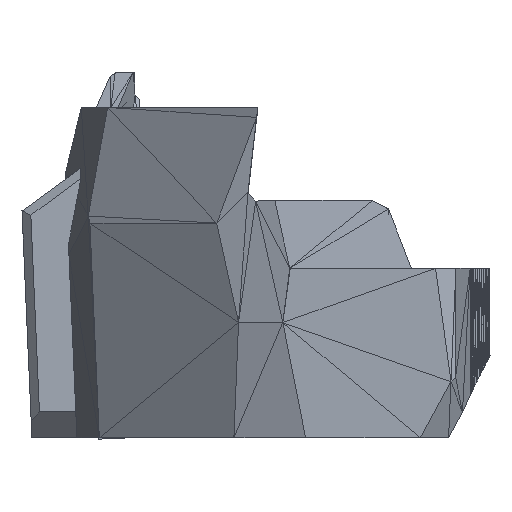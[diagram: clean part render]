
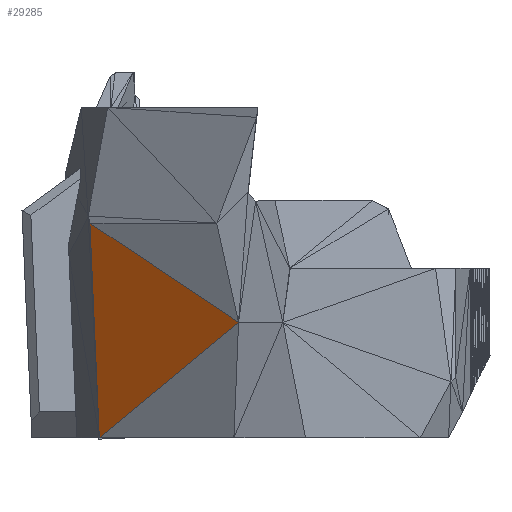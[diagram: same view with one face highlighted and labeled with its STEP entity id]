
A CAD part, front view. The second image highlights one B-rep face of the part: STEP entity #29285.
In plain terms, the highlighted planar face has unit normal (-0.626, -0.776, -0.07).
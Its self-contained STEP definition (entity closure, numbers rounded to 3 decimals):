
#940=FACE_OUTER_BOUND('',#3395,.T.);
#3395=EDGE_LOOP('',(#20827,#20828,#20829));
#6478=LINE('',#46030,#10253);
#6480=LINE('',#46034,#10255);
#6481=LINE('',#46035,#10256);
#10253=VECTOR('',#36282,10.);
#10255=VECTOR('',#36286,10.);
#10256=VECTOR('',#36287,10.);
#13504=VERTEX_POINT('',#46025);
#13505=VERTEX_POINT('',#46029);
#13506=VERTEX_POINT('',#46033);
#15747=EDGE_CURVE('',#13505,#13504,#6478,.T.);
#15749=EDGE_CURVE('',#13506,#13504,#6480,.T.);
#15750=EDGE_CURVE('',#13506,#13505,#6481,.T.);
#20827=ORIENTED_EDGE('',*,*,#15749,.F.);
#20828=ORIENTED_EDGE('',*,*,#15750,.T.);
#20829=ORIENTED_EDGE('',*,*,#15747,.T.);
#26833=PLANE('',#31753);
#29285=ADVANCED_FACE('',(#940),#26833,.T.);
#31753=AXIS2_PLACEMENT_3D('',#46032,#36284,#36285);
#36282=DIRECTION('',(0.637,-0.561,0.528));
#36284=DIRECTION('center_axis',(-0.626,-0.776,-0.07));
#36285=DIRECTION('ref_axis',(-0.111,0.,0.994));
#36286=DIRECTION('',(0.706,-0.528,-0.472));
#36287=DIRECTION('',(0.044,0.054,-0.998));
#46025=CARTESIAN_POINT('',(-4.524,-32.639,13.351));
#46029=CARTESIAN_POINT('',(-20.625,-18.447,0.));
#46030=CARTESIAN_POINT('',(-20.625,-18.447,0.));
#46032=CARTESIAN_POINT('Origin',(-20.625,-18.447,0.));
#46033=CARTESIAN_POINT('',(-21.71,-19.804,24.832));
#46034=CARTESIAN_POINT('',(-21.71,-19.804,24.832));
#46035=CARTESIAN_POINT('',(-21.71,-19.804,24.832));
